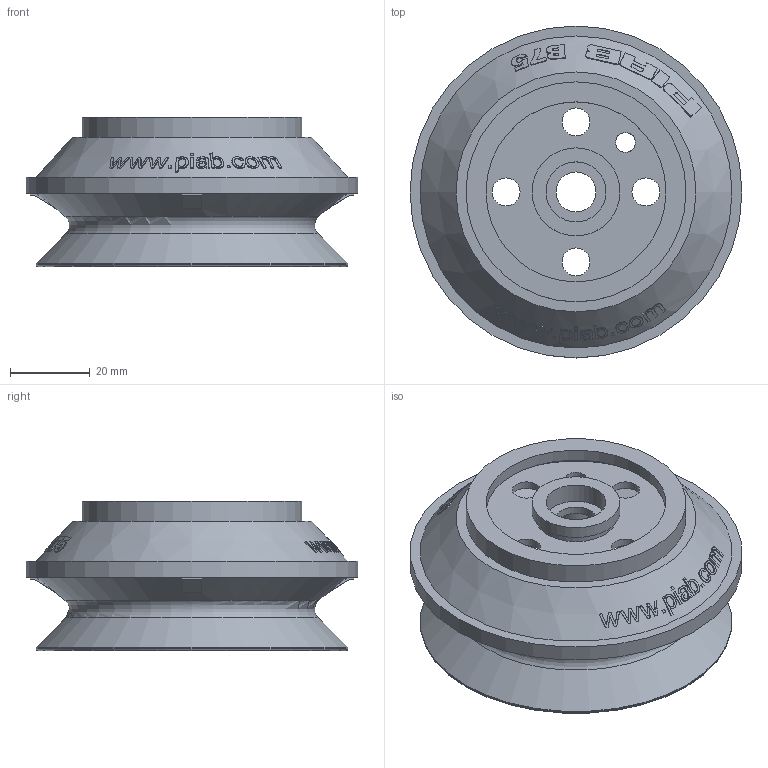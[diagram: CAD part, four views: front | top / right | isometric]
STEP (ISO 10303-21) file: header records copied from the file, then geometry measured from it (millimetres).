
FILE_DESCRIPTION( ( 'Unknown' ), '1' );
FILE_NAME( 'PIAB_ISM_3150107.stp', 'Unknown', ( 'MaK' ), ( 'FALUTEKNIK AB' ), 'XStep 1.0', 'Solid Edge V15', ' ' );
FILE_SCHEMA( ( 'CONFIG_CONTROL_DESIGN' ) );
Length unit declared in the file: millimetre
Products named in the file (1): 1
Bounding box: 83 x 83 x 37.3 mm (x, y, z)
Volume: 31891.2 mm3; surface area: 29147.4 mm2
Topology: 1 solids, 1 shells, 364 faces, 959 edges, 639 vertices
Faces by surface type: bspline 260, cone 44, plane 37, cylinder 19, torus 4
Full cylindrical faces by diameter (mm): 5 x1, 7 x4, 10 x1, 10.5 x4, 15 x1, 20 x1, 22 x1, 45 x1, 50 x1, 55 x1, 78 x1, 83 x1
Entity records: 16578 total; most frequent: CARTESIAN_POINT 9475, ORIENTED_EDGE 1830, EDGE_CURVE 915, DIRECTION 657, VERTEX_POINT 626, B_SPLINE_CURVE_WITH_KNOTS 535, EDGE_LOOP 449, FACE_OUTER_BOUND 386
